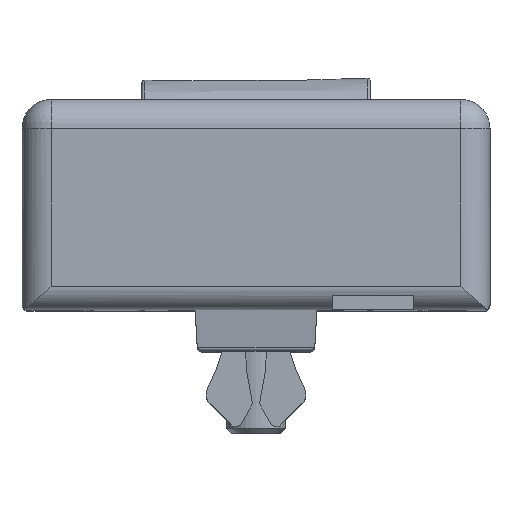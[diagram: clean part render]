
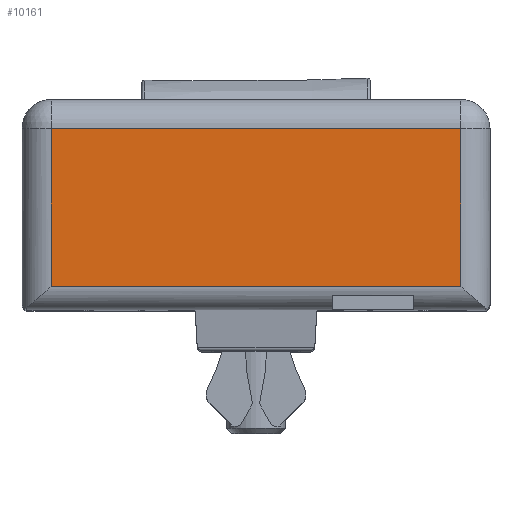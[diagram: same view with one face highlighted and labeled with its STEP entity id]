
A CAD part, top view. The second image highlights one B-rep face of the part: STEP entity #10161.
In plain terms, the highlighted planar face has unit normal (0, 0, 1).
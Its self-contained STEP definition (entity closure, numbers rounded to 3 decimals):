
#367=LINE('',#15267,#1491);
#407=LINE('',#15421,#1531);
#408=LINE('',#15425,#1532);
#409=LINE('',#15427,#1533);
#1491=VECTOR('',#12094,1000.);
#1531=VECTOR('',#12220,1000.);
#1532=VECTOR('',#12225,1000.);
#1533=VECTOR('',#12226,1000.);
#2516=PLANE('',#10894);
#3624=ORIENTED_EDGE('',*,*,#6421,.T.);
#3625=ORIENTED_EDGE('',*,*,#6350,.F.);
#3626=ORIENTED_EDGE('',*,*,#6423,.F.);
#3627=ORIENTED_EDGE('',*,*,#6424,.T.);
#6350=EDGE_CURVE('',#7804,#7805,#367,.T.);
#6421=EDGE_CURVE('',#7851,#7805,#407,.T.);
#6423=EDGE_CURVE('',#7852,#7804,#408,.T.);
#6424=EDGE_CURVE('',#7852,#7851,#409,.F.);
#7804=VERTEX_POINT('',#15266);
#7805=VERTEX_POINT('',#15268);
#7851=VERTEX_POINT('',#15422);
#7852=VERTEX_POINT('',#15426);
#8977=EDGE_LOOP('',(#3624,#3625,#3626,#3627));
#9580=FACE_BOUND('',#8977,.T.);
#10161=ADVANCED_FACE('',(#9580),#2516,.F.);
#10894=AXIS2_PLACEMENT_3D('',#15424,#12223,#12224);
#12094=DIRECTION('',(-1.,0.,0.));
#12220=DIRECTION('',(0.,-1.,0.));
#12223=DIRECTION('',(0.,0.,-1.));
#12224=DIRECTION('',(-1.,0.,0.));
#12225=DIRECTION('',(0.,-1.,0.));
#12226=DIRECTION('',(1.,0.,0.));
#15266=CARTESIAN_POINT('',(17.5,2.,40.));
#15267=CARTESIAN_POINT('',(22.,2.,40.));
#15268=CARTESIAN_POINT('',(-17.5,2.,40.));
#15421=CARTESIAN_POINT('',(-17.5,18.,40.));
#15422=CARTESIAN_POINT('',(-17.5,15.5,40.));
#15424=CARTESIAN_POINT('',(-17.5,18.,40.));
#15425=CARTESIAN_POINT('',(17.5,18.,40.));
#15426=CARTESIAN_POINT('',(17.5,15.5,40.));
#15427=CARTESIAN_POINT('',(-17.5,15.5,40.));
